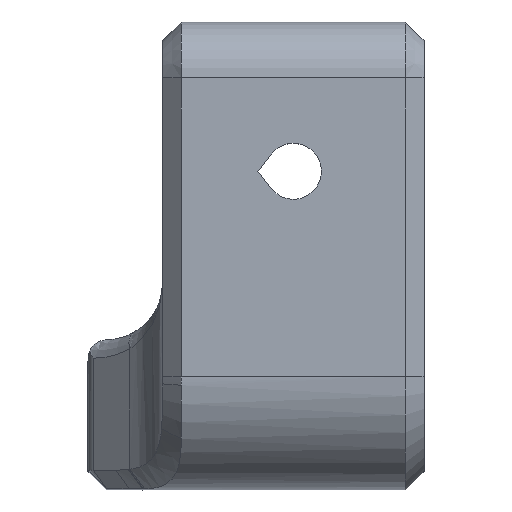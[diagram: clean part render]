
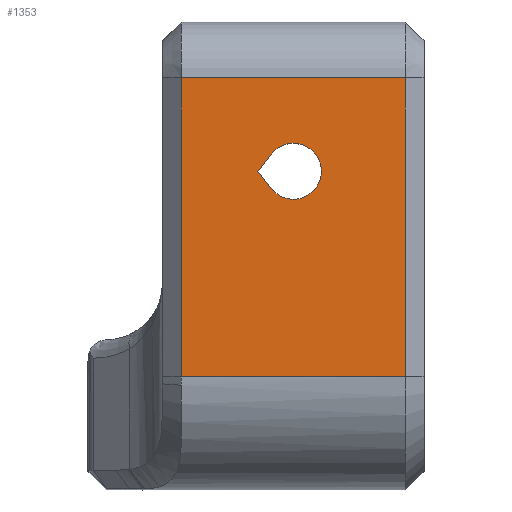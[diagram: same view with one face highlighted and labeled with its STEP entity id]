
A CAD part, top view. The second image highlights one B-rep face of the part: STEP entity #1353.
In plain terms, the highlighted planar face has unit normal (0, 0, 1).
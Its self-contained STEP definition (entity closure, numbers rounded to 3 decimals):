
#78=FACE_BOUND('',#262,.T.);
#99=PLANE('',#1486);
#177=FACE_OUTER_BOUND('',#261,.T.);
#261=EDGE_LOOP('',(#1162,#1163,#1164,#1165));
#262=EDGE_LOOP('',(#1166,#1167,#1168));
#338=LINE('',#2637,#452);
#358=LINE('',#2999,#472);
#375=LINE('',#3339,#489);
#376=LINE('',#3340,#490);
#377=LINE('',#3342,#491);
#378=LINE('',#3343,#492);
#452=VECTOR('',#1682,1000.);
#472=VECTOR('',#1742,1000.);
#489=VECTOR('',#1781,1000.);
#490=VECTOR('',#1782,1000.);
#491=VECTOR('',#1783,1000.);
#492=VECTOR('',#1784,1000.);
#521=CIRCLE('',#1397,1.5);
#565=VERTEX_POINT('',#1867);
#566=VERTEX_POINT('',#1869);
#645=VERTEX_POINT('',#2634);
#646=VERTEX_POINT('',#2636);
#666=VERTEX_POINT('',#2997);
#676=VERTEX_POINT('',#3338);
#677=VERTEX_POINT('',#3341);
#689=EDGE_CURVE('',#565,#566,#521,.T.);
#792=EDGE_CURVE('',#645,#646,#338,.T.);
#828=EDGE_CURVE('',#666,#645,#358,.T.);
#851=EDGE_CURVE('',#666,#676,#375,.T.);
#852=EDGE_CURVE('',#676,#646,#376,.T.);
#853=EDGE_CURVE('',#566,#677,#377,.T.);
#854=EDGE_CURVE('',#677,#565,#378,.T.);
#1162=ORIENTED_EDGE('',*,*,#828,.F.);
#1163=ORIENTED_EDGE('',*,*,#851,.T.);
#1164=ORIENTED_EDGE('',*,*,#852,.T.);
#1165=ORIENTED_EDGE('',*,*,#792,.F.);
#1166=ORIENTED_EDGE('',*,*,#853,.F.);
#1167=ORIENTED_EDGE('',*,*,#689,.F.);
#1168=ORIENTED_EDGE('',*,*,#854,.F.);
#1353=ADVANCED_FACE('',(#177,#78),#99,.T.);
#1397=AXIS2_PLACEMENT_3D('',#1870,#1519,#1520);
#1486=AXIS2_PLACEMENT_3D('',#3337,#1779,#1780);
#1519=DIRECTION('center_axis',(0.,0.,1.));
#1520=DIRECTION('ref_axis',(1.,0.,0.));
#1682=DIRECTION('',(-1.,0.,0.));
#1742=DIRECTION('',(0.,-1.,0.));
#1779=DIRECTION('center_axis',(0.,0.,
1.));
#1780=DIRECTION('ref_axis',(0.,-1.,0.));
#1781=DIRECTION('',(-1.,0.,0.));
#1782=DIRECTION('',(0.,-1.,0.));
#1783=DIRECTION('',(-0.614,-0.789,0.));
#1784=DIRECTION('',(0.614,-0.789,0.));
#1867=CARTESIAN_POINT('',(355.823,-280.494,71.906));
#1869=CARTESIAN_POINT('',(355.823,-278.652,71.906));
#1870=CARTESIAN_POINT('Origin',(357.007,-279.573,71.906));
#2634=CARTESIAN_POINT('',(363.007,-290.573,71.906));
#2636=CARTESIAN_POINT('',(351.007,-290.573,71.906));
#2637=CARTESIAN_POINT('',(355.963,-290.573,71.906));
#2997=CARTESIAN_POINT('',(363.007,-274.573,71.906));
#2999=CARTESIAN_POINT('',(363.007,-282.573,71.906));
#3337=CARTESIAN_POINT('Origin',(350.997,-274.563,71.906));
#3338=CARTESIAN_POINT('',(351.007,-274.573,71.906));
#3339=CARTESIAN_POINT('',(357.007,-274.573,71.906));
#3340=CARTESIAN_POINT('',(351.007,-282.573,71.906));
#3341=CARTESIAN_POINT('',(355.107,-279.573,71.906));
#3342=CARTESIAN_POINT('',(355.107,-279.573,71.906));
#3343=CARTESIAN_POINT('',(355.107,-279.573,71.906));
